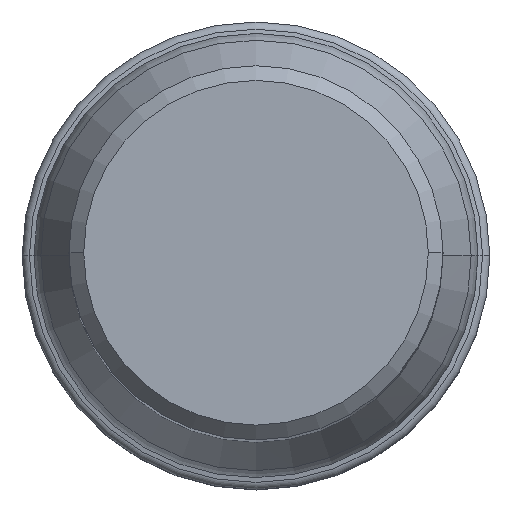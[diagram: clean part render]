
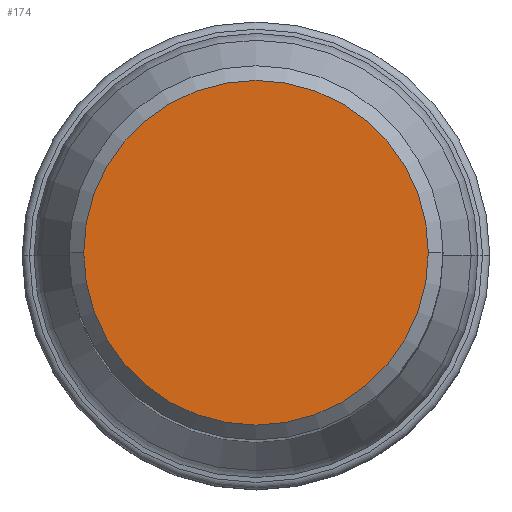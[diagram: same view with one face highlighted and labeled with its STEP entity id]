
A CAD part, top view. The second image highlights one B-rep face of the part: STEP entity #174.
In plain terms, the highlighted planar face has unit normal (0, 0, 1).
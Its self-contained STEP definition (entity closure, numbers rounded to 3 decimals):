
#30=PLANE('',#1312);
#174=ADVANCED_FACE('',(#247),#30,.F.);
#247=FACE_OUTER_BOUND('',#311,.T.);
#311=EDGE_LOOP('',(#567,#568,#569,#570));
#567=ORIENTED_EDGE('',*,*,#832,.T.);
#568=ORIENTED_EDGE('',*,*,#830,.T.);
#569=ORIENTED_EDGE('',*,*,#829,.T.);
#570=ORIENTED_EDGE('',*,*,#833,.T.);
#690=VERTEX_POINT('',#3151);
#691=VERTEX_POINT('',#3153);
#692=VERTEX_POINT('',#3155);
#693=VERTEX_POINT('',#3159);
#829=EDGE_CURVE('',#691,#690,#995,.T.);
#830=EDGE_CURVE('',#692,#691,#996,.T.);
#832=EDGE_CURVE('',#693,#692,#997,.T.);
#833=EDGE_CURVE('',#690,#693,#998,.T.);
#995=CIRCLE('',#1306,11.7);
#996=CIRCLE('',#1307,11.7);
#997=CIRCLE('',#1309,11.7);
#998=CIRCLE('',#1310,11.7);
#1306=AXIS2_PLACEMENT_3D('',#3152,#1625,#1626);
#1307=AXIS2_PLACEMENT_3D('',#3154,#1627,#1628);
#1309=AXIS2_PLACEMENT_3D('',#3158,#1632,#1633);
#1310=AXIS2_PLACEMENT_3D('',#3160,#1634,#1635);
#1312=AXIS2_PLACEMENT_3D('',#3162,#1638,#1639);
#1625=DIRECTION('',(0.,0.,1.));
#1626=DIRECTION('',(0.,-1.,0.));
#1627=DIRECTION('',(0.,0.,1.));
#1628=DIRECTION('',(-1.,0.,0.));
#1632=DIRECTION('',(0.,0.,1.));
#1633=DIRECTION('',(0.,1.,0.));
#1634=DIRECTION('',(0.,0.,1.));
#1635=DIRECTION('',(1.,0.,0.));
#1638=DIRECTION('',(0.,0.,-1.));
#1639=DIRECTION('',(1.,0.,0.));
#3151=CARTESIAN_POINT('',(11.7,0.,0.));
#3152=CARTESIAN_POINT('',(0.,0.,0.));
#3153=CARTESIAN_POINT('',(0.,-11.7,0.));
#3154=CARTESIAN_POINT('',(0.,0.,0.));
#3155=CARTESIAN_POINT('',(-11.7,0.,0.));
#3158=CARTESIAN_POINT('',(0.,0.,0.));
#3159=CARTESIAN_POINT('',(0.,11.7,0.));
#3160=CARTESIAN_POINT('',(0.,0.,0.));
#3162=CARTESIAN_POINT('',(0.,0.,0.));
